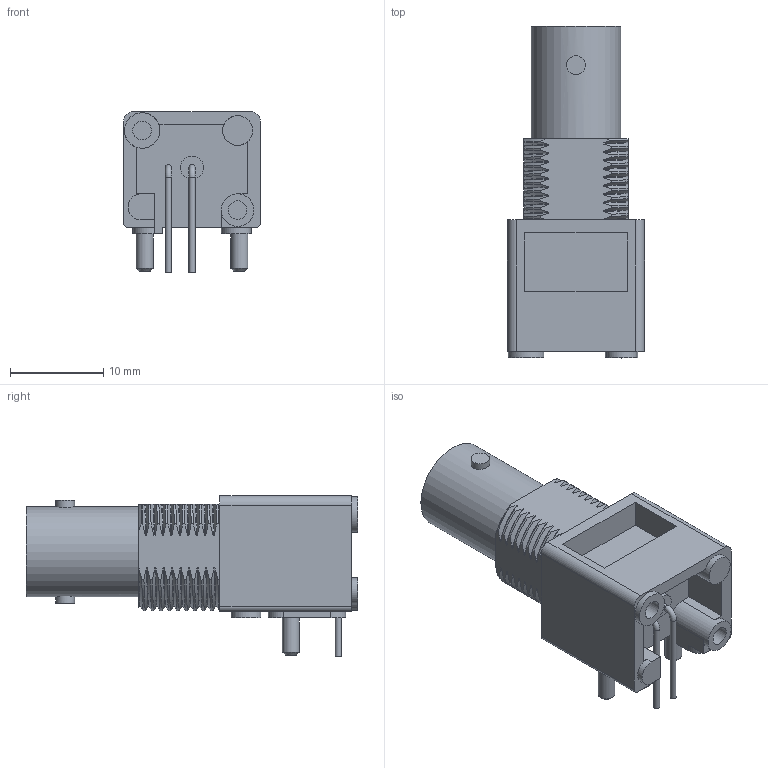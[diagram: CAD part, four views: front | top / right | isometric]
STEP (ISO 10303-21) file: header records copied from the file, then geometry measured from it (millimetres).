
FILE_DESCRIPTION(('FreeCAD Model'),'2;1');
FILE_NAME('Open CASCADE Shape Model','2025-06-29T16:03:27',( 'kicad StepUp'),('ksu MCAD'),'Open CASCADE STEP processor 7.8', 'FreeCAD','Unknown');
FILE_SCHEMA(('AUTOMOTIVE_DESIGN { 1 0 10303 214 1 1 1 1 }'));
Length unit declared in the file: millimetre
Products named in the file (1): BNC_Amphenol_B6252HB-NPP3G-50_Horizontal
Bounding box: 14.7 x 35.6 x 17.2 mm (x, y, z)
Volume: 3066.7 mm3; surface area: 2991.6 mm2
Topology: 1 solids, 1 shells, 240 faces, 640 edges, 417 vertices
Faces by surface type: bspline 119, cylinder 60, plane 53, cone 6, torus 2
Full cylindrical faces by diameter (mm): 0.67 x4, 1.3 x1, 1.6 x1, 1.8 x2, 2 x4, 2.5 x2, 3.2 x3, 3.5 x1, 3.8 x1, 4.4 x1, 8.25 x1, 9.65 x1
Entity records: 14320 total; most frequent: CARTESIAN_POINT 7156, ORIENTED_EDGE 1280, EDGE_CURVE 640, DIRECTION 593, VERTEX_POINT 419, B_SPLINE_CURVE_WITH_KNOTS 374, FACE_BOUND 259, EDGE_LOOP 259
